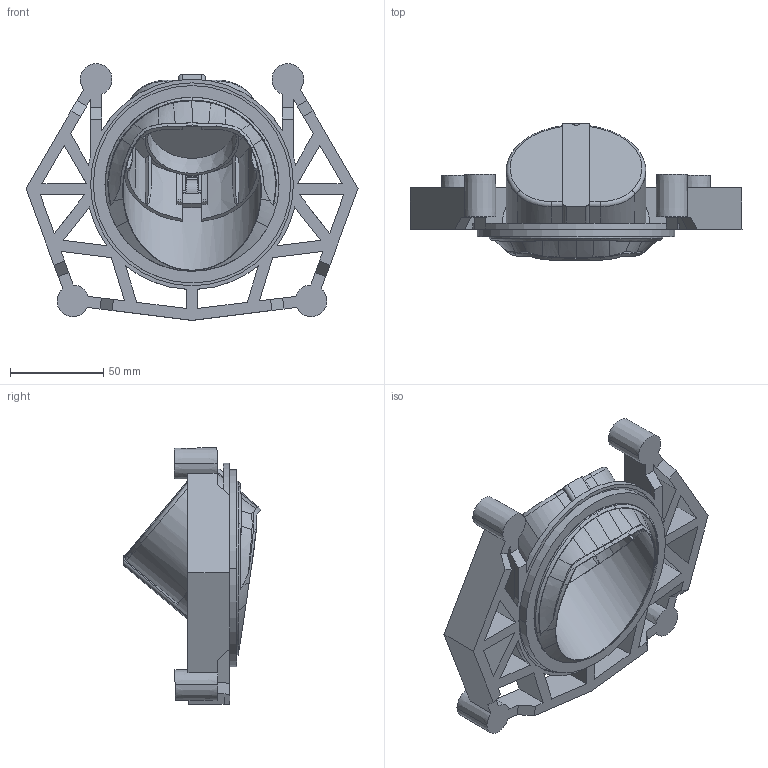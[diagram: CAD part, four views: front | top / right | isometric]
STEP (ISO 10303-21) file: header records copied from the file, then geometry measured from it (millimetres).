
FILE_DESCRIPTION((''),'2;1');
FILE_NAME('GWJ5912_SW0002','2021-03-16T18:33:42',('user'),('Axiro Italia'),'CREO PARAMETRIC BY PTC INC, 2020354','CREO PARAMETRIC BY PTC INC, 2020354','');
FILE_SCHEMA(('CONFIG_CONTROL_DESIGN'));
Length unit declared in the file: millimetre
Products named in the file (1): GWJ5912_SW0002
Bounding box: 178.37 x 73.98 x 138.04 mm (x, y, z)
Volume: 178103.8 mm3; surface area: 112790.9 mm2
Topology: 1 solids, 1 shells, 491 faces, 1487 edges, 989 vertices
Faces by surface type: plane 322, cone 63, bspline 58, cylinder 34, extrusion 8, torus 6
Entity records: 21729 total; most frequent: CARTESIAN_POINT 8963, ORIENTED_EDGE 2974, DIRECTION 2187, EDGE_CURVE 1487, VERTEX_POINT 989, VECTOR 945, LINE 937, AXIS2_PLACEMENT_3D 621
